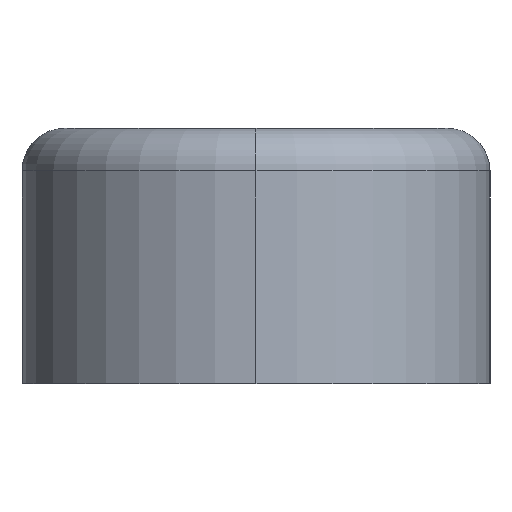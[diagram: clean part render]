
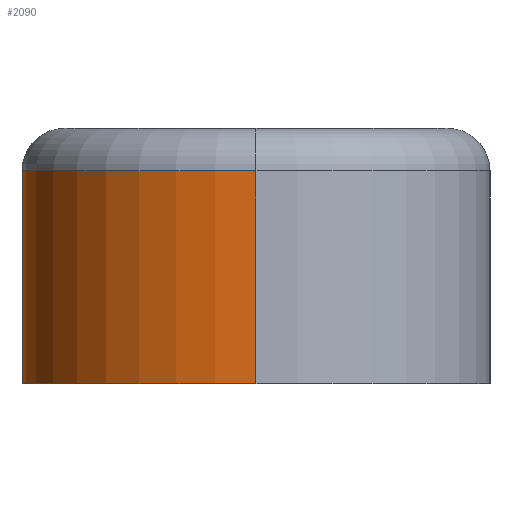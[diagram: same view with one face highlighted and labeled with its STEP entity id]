
A CAD part, left-side view. The second image highlights one B-rep face of the part: STEP entity #2090.
In plain terms, the highlighted cylindrical face has radius 11 mm (diameter 22 mm), a partial arc.
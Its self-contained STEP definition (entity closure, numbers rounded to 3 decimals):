
#1680=CARTESIAN_POINT('',(2.634,42.377,23.));
#1690=DIRECTION('',(0.,0.,-1.));
#1700=DIRECTION('',(-1.,0.,0.));
#1710=AXIS2_PLACEMENT_3D('',#1680,#1690,#1700);
#1720=CYLINDRICAL_SURFACE('',#1710,11.);
#1730=CARTESIAN_POINT('',(2.634,53.377,36.2))
;
#1740=DIRECTION('',(0.,0.,-1.));
#1750=VECTOR('',#1740,1.);
#1760=LINE('',#1730,#1750);
#1770=CARTESIAN_POINT('',(2.634,53.377,33.));
#1780=VERTEX_POINT('',#1770);
#1790=CARTESIAN_POINT('',(2.634,53.377,23.));
#1800=VERTEX_POINT('',#1790);
#1810=EDGE_CURVE('',#1780,#1800,#1760,.T.);
#1820=ORIENTED_EDGE('',*,*,#1810,.T.);
#1830=CARTESIAN_POINT('',(2.634,42.377,33.));
#1840=DIRECTION('',(0.,0.,-1.));
#1850=DIRECTION('',(-1.,0.,0.));
#1860=AXIS2_PLACEMENT_3D('',#1830,#1840,#1850);
#1870=CIRCLE('',#1860,11.);
#1880=CARTESIAN_POINT('',(-8.366,42.377,33.));
#1890=VERTEX_POINT('',#1880);
#1900=EDGE_CURVE('',#1890,#1780,#1870,.T.);
#1910=ORIENTED_EDGE('',*,*,#1900,.T.);
#1920=CARTESIAN_POINT('',(-8.366,42.377,23.));
#1930=DIRECTION('',(0.,0.,-1.));
#1940=VECTOR('',#1930,1.);
#1950=LINE('',#1920,#1940);
#1960=CARTESIAN_POINT('',(-8.366,42.377,23.));
#1970=VERTEX_POINT('',#1960);
#1980=EDGE_CURVE('',#1890,#1970,#1950,.T.);
#1990=ORIENTED_EDGE('',*,*,#1980,.F.);
#2000=CARTESIAN_POINT('',(2.634,42.377,23.));
#2010=DIRECTION('',(0.,0.,-1.));
#2020=DIRECTION('',(-1.,0.,0.));
#2030=AXIS2_PLACEMENT_3D('',#2000,#2010,#2020);
#2040=CIRCLE('',#2030,11.);
#2050=EDGE_CURVE('',#1970,#1800,#2040,.T.);
#2060=ORIENTED_EDGE('',*,*,#2050,.F.);
#2070=EDGE_LOOP('',(#2060,#1990,#1910,#1820));
#2080=FACE_OUTER_BOUND('',#2070,.T.);
#2090=ADVANCED_FACE('',(#2080),#1720,.T.);
